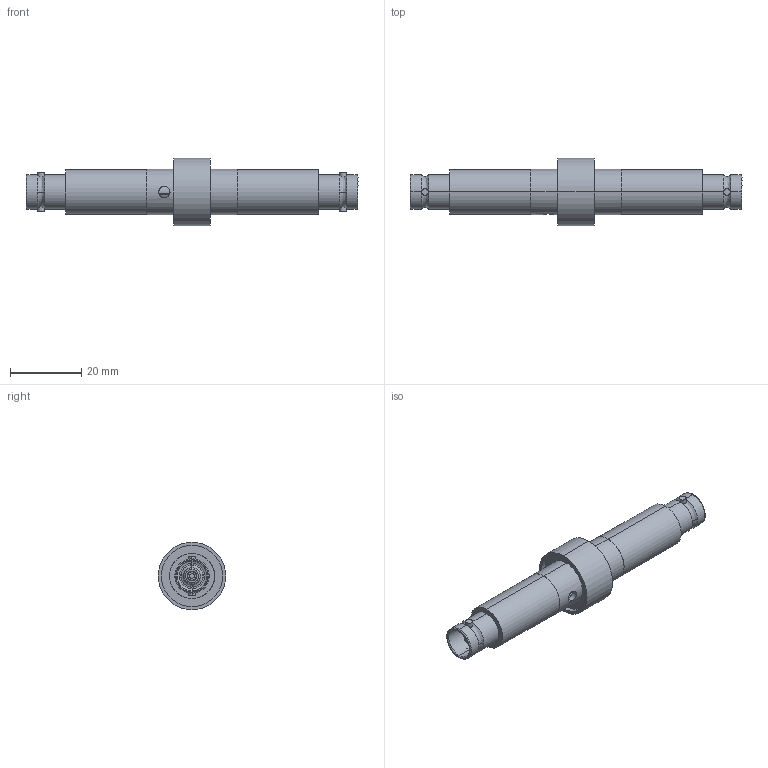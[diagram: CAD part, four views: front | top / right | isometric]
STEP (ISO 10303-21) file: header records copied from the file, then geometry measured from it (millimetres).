
FILE_DESCRIPTION (( 'STEP AP203' ), '1' );
FILE_NAME ('A0471-1-W.STEP', '2011-10-04T17:43:37', ( '' ), ( '' ), 'SwSTEP 2.0', 'SolidWorks 2011', '' );
FILE_SCHEMA (( 'CONFIG_CONTROL_DESIGN' ));
Length unit declared in the file: inch
Products named in the file (1): A0471-1-W
Bounding box: 92.96 x 18.92 x 18.92 mm (x, y, z)
Volume: 7255.7 mm3; surface area: 10542.5 mm2
Topology: 1 solids, 1 shells, 281 faces, 706 edges, 452 vertices
Faces by surface type: cylinder 120, plane 85, cone 44, bspline 32
Entity records: 9520 total; most frequent: CARTESIAN_POINT 2611, DIRECTION 1504, ORIENTED_EDGE 1412, EDGE_CURVE 706, AXIS2_PLACEMENT_3D 620, VERTEX_POINT 452, CIRCLE 370, EDGE_LOOP 322
